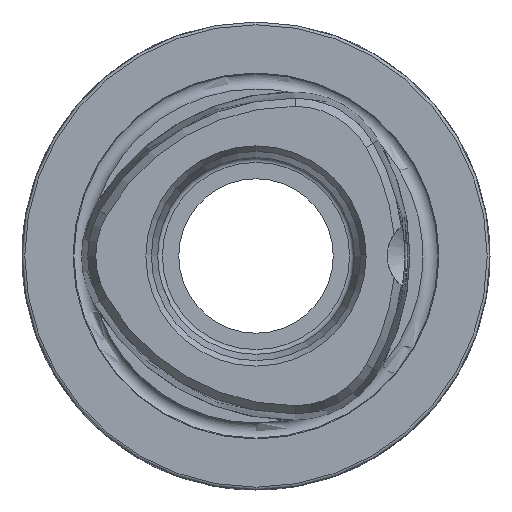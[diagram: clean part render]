
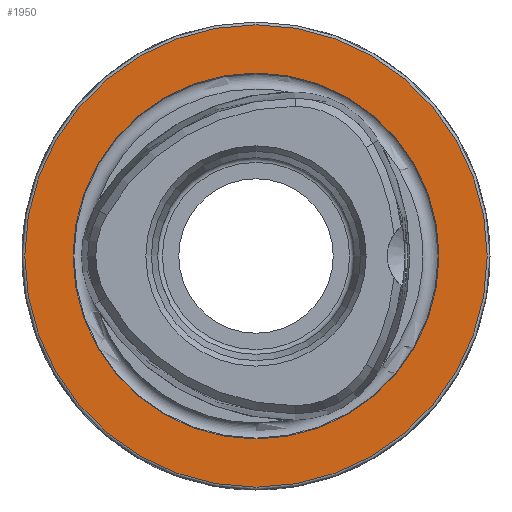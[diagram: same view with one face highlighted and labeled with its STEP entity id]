
A CAD part, left-side view. The second image highlights one B-rep face of the part: STEP entity #1950.
In plain terms, the highlighted planar face has unit normal (-1, 0, 0).
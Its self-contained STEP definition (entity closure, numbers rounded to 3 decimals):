
#288 = DIRECTION ( 'NONE',  ( -1., 0., 0. ) ) ;
#322 = AXIS2_PLACEMENT_3D ( 'NONE', #1518, #739, #801 ) ;
#563 = CARTESIAN_POINT ( 'NONE',  ( 0., 0., 0. ) ) ;
#739 = DIRECTION ( 'NONE',  ( 1., 0., 0. ) ) ;
#768 = CIRCLE ( 'NONE', #2516, 24.7 ) ;
#791 = DIRECTION ( 'NONE',  ( -1., 0., 0. ) ) ;
#801 = DIRECTION ( 'NONE',  ( 0., 0., -1. ) ) ;
#998 = CARTESIAN_POINT ( 'NONE',  ( 0., 0., 19.55 ) ) ;
#1518 = CARTESIAN_POINT ( 'NONE',  ( 0., 19.55, 0. ) ) ;
#1746 = CARTESIAN_POINT ( 'NONE',  ( 0., 0., 0. ) ) ;
#1776 = AXIS2_PLACEMENT_3D ( 'NONE', #1746, #288, #2770 ) ;
#1797 = CIRCLE ( 'NONE', #1776, 19.55 ) ;
#1950 = ADVANCED_FACE ( 'NONE', ( #3497, #4168 ), #3607, .F. ) ;
#2007 = EDGE_LOOP ( 'NONE', ( #2966 ) ) ;
#2292 = EDGE_CURVE ( 'NONE', #3500, #3500, #1797, .T. ) ;
#2516 = AXIS2_PLACEMENT_3D ( 'NONE', #563, #791, #2918 ) ;
#2770 = DIRECTION ( 'NONE',  ( 0., 0., 1. ) ) ;
#2918 = DIRECTION ( 'NONE',  ( 0., 0., 1. ) ) ;
#2923 = ORIENTED_EDGE ( 'NONE', *, *, #2292, .F. ) ;
#2966 = ORIENTED_EDGE ( 'NONE', *, *, #3014, .T. ) ;
#3014 = EDGE_CURVE ( 'NONE', #4344, #4344, #768, .T. ) ;
#3167 = EDGE_LOOP ( 'NONE', ( #2923 ) ) ;
#3497 = FACE_BOUND ( 'NONE', #3167, .T. ) ;
#3500 = VERTEX_POINT ( 'NONE', #998 ) ;
#3607 = PLANE ( 'NONE',  #322 ) ;
#4168 = FACE_OUTER_BOUND ( 'NONE', #2007, .T. ) ;
#4344 = VERTEX_POINT ( 'NONE', #4513 ) ;
#4513 = CARTESIAN_POINT ( 'NONE',  ( 0., 0., 24.7 ) ) ;
